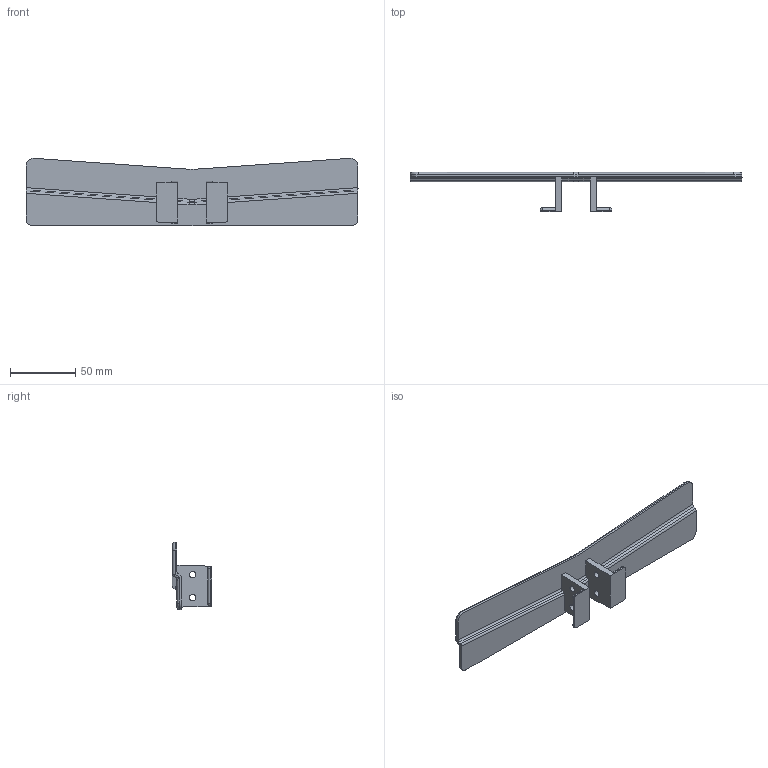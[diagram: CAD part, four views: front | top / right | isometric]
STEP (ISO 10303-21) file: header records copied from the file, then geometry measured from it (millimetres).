
FILE_DESCRIPTION(('CATIA V5 STEP Exchange'),'2;1');
FILE_NAME('1883G0254.stp','2017-08-25T11:56:16+00:00',('none'),('none'),'CATIA Version 5 Release 21 GA (IN-10)','CATIA V5 STEP AP203','none');
FILE_SCHEMA(('CONFIG_CONTROL_DESIGN'));
Length unit declared in the file: millimetre
Products named in the file (1): 1883G0254
Bounding box: 254 x 30 x 51.49 mm (x, y, z)
Volume: 52069.8 mm3; surface area: 31601.1 mm2
Topology: 1 solids, 1 shells, 92 faces, 239 edges, 143 vertices
Faces by surface type: cylinder 44, plane 30, torus 7, sphere 5, bspline 5, cone 1
Entity records: 3027 total; most frequent: CARTESIAN_POINT 932, ORIENTED_EDGE 466, DIRECTION 337, EDGE_CURVE 233, VERTEX_POINT 143, AXIS2_PLACEMENT_3D 141, VECTOR 126, LINE 126
